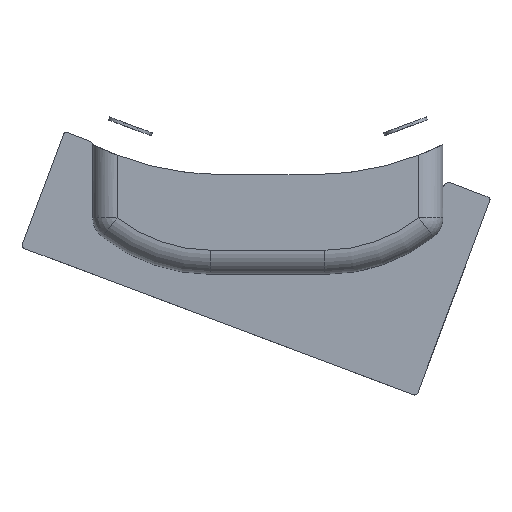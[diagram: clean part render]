
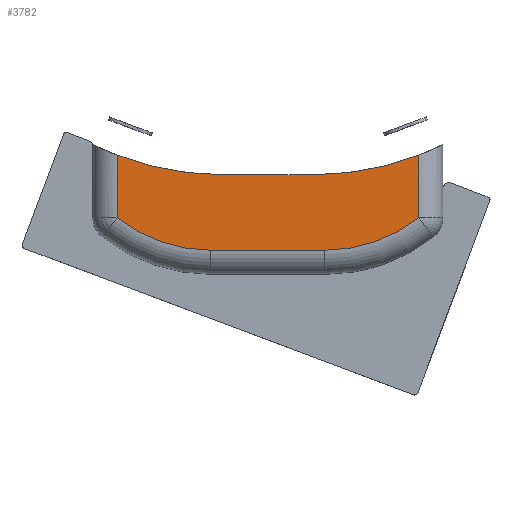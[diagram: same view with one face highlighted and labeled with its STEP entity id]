
A CAD part, top view. The second image highlights one B-rep face of the part: STEP entity #3782.
In plain terms, the highlighted planar face has unit normal (0, 0, 1).
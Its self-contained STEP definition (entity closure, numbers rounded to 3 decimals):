
#83 = DIRECTION ( 'NONE',  ( 0., 0., 1. ) ) ;
#123 = VERTEX_POINT ( 'NONE', #3815 ) ;
#164 = LINE ( 'NONE', #1745, #2227 ) ;
#182 = EDGE_LOOP ( 'NONE', ( #3552, #1843, #3529, #3839, #2895, #3571, #3818, #587 ) ) ;
#252 = AXIS2_PLACEMENT_3D ( 'NONE', #3505, #4239, #488 ) ;
#264 = DIRECTION ( 'NONE',  ( 0., 0., 1. ) ) ;
#277 = DIRECTION ( 'NONE',  ( 0., 0., 1. ) ) ;
#304 = CIRCLE ( 'NONE', #252, 50.393 ) ;
#391 = LINE ( 'NONE', #3578, #4552 ) ;
#488 = DIRECTION ( 'NONE',  ( 1., 0., 0. ) ) ;
#500 = VERTEX_POINT ( 'NONE', #3656 ) ;
#587 = ORIENTED_EDGE ( 'NONE', *, *, #1613, .F. ) ;
#588 = EDGE_CURVE ( 'NONE', #123, #3382, #164, .T. ) ;
#902 = CARTESIAN_POINT ( 'NONE',  ( -14., 122.45, 17.5 ) ) ;
#936 = CIRCLE ( 'NONE', #2582, 97.45 ) ;
#967 = DIRECTION ( 'NONE',  ( -1., 0., 0. ) ) ;
#986 = CARTESIAN_POINT ( 'NONE',  ( 16., 122.45, 17.5 ) ) ;
#1066 = DIRECTION ( 'NONE',  ( 1., 0., 0. ) ) ;
#1103 = CARTESIAN_POINT ( 'NONE',  ( 19.926, 50.393, 17.5 ) ) ;
#1137 = CARTESIAN_POINT ( 'NONE',  ( 19.926, 0., 17.5 ) ) ;
#1254 = VERTEX_POINT ( 'NONE', #1459 ) ;
#1459 = CARTESIAN_POINT ( 'NONE',  ( -49., 10.721, 17.5 ) ) ;
#1515 = DIRECTION ( 'NONE',  ( 1., 0., 0. ) ) ;
#1613 = EDGE_CURVE ( 'NONE', #2852, #3855, #4349, .T. ) ;
#1745 = CARTESIAN_POINT ( 'NONE',  ( 51., 50.393, 17.5 ) ) ;
#1754 = PLANE ( 'NONE',  #2197 ) ;
#1831 = CARTESIAN_POINT ( 'NONE',  ( 51., 31.502, 17.5 ) ) ;
#1843 = ORIENTED_EDGE ( 'NONE', *, *, #2629, .T. ) ;
#1927 = EDGE_CURVE ( 'NONE', #1254, #500, #304, .T. ) ;
#1983 = CIRCLE ( 'NONE', #2817, 50.393 ) ;
#2042 = CARTESIAN_POINT ( 'NONE',  ( 16., 25., 17.5 ) ) ;
#2121 = EDGE_CURVE ( 'NONE', #4690, #123, #1983, .T. ) ;
#2195 = VERTEX_POINT ( 'NONE', #2674 ) ;
#2197 = AXIS2_PLACEMENT_3D ( 'NONE', #4380, #264, #1066 ) ;
#2200 = CARTESIAN_POINT ( 'NONE',  ( -14., 25., 17.5 ) ) ;
#2227 = VECTOR ( 'NONE', #3642, 1000. ) ;
#2323 = FACE_OUTER_BOUND ( 'NONE', #182, .T. ) ;
#2385 = LINE ( 'NONE', #4668, #4140 ) ;
#2429 = DIRECTION ( 'NONE',  ( 0., 0., 1. ) ) ;
#2566 = EDGE_CURVE ( 'NONE', #500, #4690, #2385, .T. ) ;
#2582 = AXIS2_PLACEMENT_3D ( 'NONE', #902, #2429, #3487 ) ;
#2629 = EDGE_CURVE ( 'NONE', #2195, #1254, #391, .T. ) ;
#2674 = CARTESIAN_POINT ( 'NONE',  ( -49., 31.502, 17.5 ) ) ;
#2817 = AXIS2_PLACEMENT_3D ( 'NONE', #1103, #83, #1515 ) ;
#2852 = VERTEX_POINT ( 'NONE', #2200 ) ;
#2895 = ORIENTED_EDGE ( 'NONE', *, *, #2121, .T. ) ;
#2979 = EDGE_CURVE ( 'NONE', #2195, #2852, #936, .T. ) ;
#3382 = VERTEX_POINT ( 'NONE', #1831 ) ;
#3487 = DIRECTION ( 'NONE',  ( 1., 0., 0. ) ) ;
#3505 = CARTESIAN_POINT ( 'NONE',  ( -17.926, 50.393, 17.5 ) ) ;
#3527 = DIRECTION ( 'NONE',  ( 1., 0., 0. ) ) ;
#3529 = ORIENTED_EDGE ( 'NONE', *, *, #1927, .T. ) ;
#3552 = ORIENTED_EDGE ( 'NONE', *, *, #2979, .F. ) ;
#3571 = ORIENTED_EDGE ( 'NONE', *, *, #588, .T. ) ;
#3578 = CARTESIAN_POINT ( 'NONE',  ( -49., 50.393, 17.5 ) ) ;
#3642 = DIRECTION ( 'NONE',  ( 0., 1., 0. ) ) ;
#3656 = CARTESIAN_POINT ( 'NONE',  ( -17.926, 0., 17.5 ) ) ;
#3782 = ADVANCED_FACE ( 'NONE', ( #2323 ), #1754, .T. ) ;
#3815 = CARTESIAN_POINT ( 'NONE',  ( 51., 10.721, 17.5 ) ) ;
#3818 = ORIENTED_EDGE ( 'NONE', *, *, #4463, .F. ) ;
#3820 = VECTOR ( 'NONE', #4396, 1000. ) ;
#3839 = ORIENTED_EDGE ( 'NONE', *, *, #2566, .T. ) ;
#3855 = VERTEX_POINT ( 'NONE', #2042 ) ;
#3927 = DIRECTION ( 'NONE',  ( 0., -1., 0. ) ) ;
#4140 = VECTOR ( 'NONE', #3527, 1000. ) ;
#4239 = DIRECTION ( 'NONE',  ( 0., 0., 1. ) ) ;
#4349 = LINE ( 'NONE', #4364, #3820 ) ;
#4364 = CARTESIAN_POINT ( 'NONE',  ( -14., 25., 17.5 ) ) ;
#4380 = CARTESIAN_POINT ( 'NONE',  ( -17.926, 50.393, 17.5 ) ) ;
#4396 = DIRECTION ( 'NONE',  ( 1., 0., 0. ) ) ;
#4429 = AXIS2_PLACEMENT_3D ( 'NONE', #986, #277, #967 ) ;
#4463 = EDGE_CURVE ( 'NONE', #3855, #3382, #4493, .T. ) ;
#4493 = CIRCLE ( 'NONE', #4429, 97.45 ) ;
#4552 = VECTOR ( 'NONE', #3927, 1000. ) ;
#4668 = CARTESIAN_POINT ( 'NONE',  ( -17.926, 0., 17.5 ) ) ;
#4690 = VERTEX_POINT ( 'NONE', #1137 ) ;
